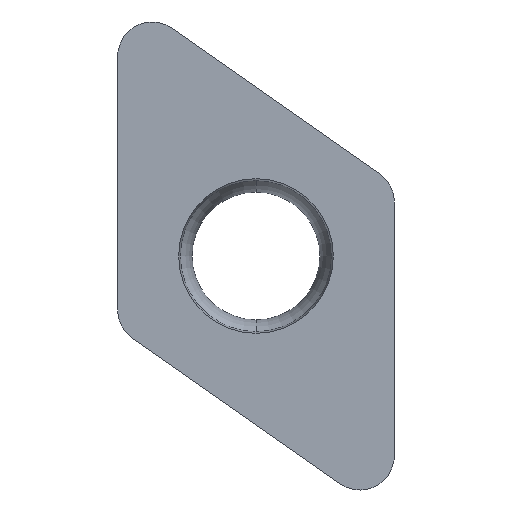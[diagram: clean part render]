
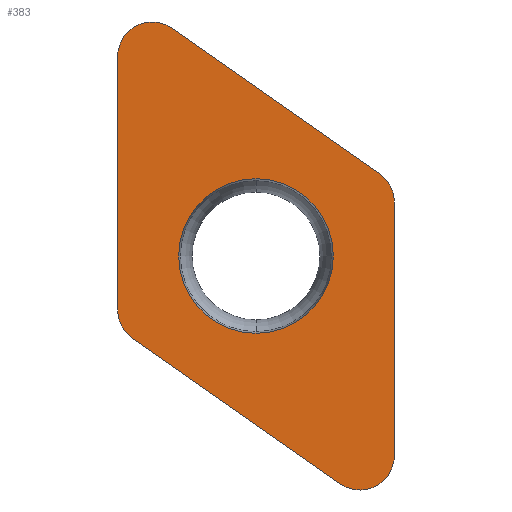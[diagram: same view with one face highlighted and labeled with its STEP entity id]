
A CAD part, left-side view. The second image highlights one B-rep face of the part: STEP entity #383.
In plain terms, the highlighted planar face has unit normal (-1, 0, 0).
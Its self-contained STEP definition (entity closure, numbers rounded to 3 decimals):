
#9=CARTESIAN_POINT('',(0.,1.874,1.312));
#10=CARTESIAN_POINT('',(0.,1.718,1.203));
#11=CARTESIAN_POINT('',(0.,1.473,1.113));
#12=CARTESIAN_POINT('',(0.,1.051,1.066));
#13=CARTESIAN_POINT('',(0.,0.619,1.189));
#14=CARTESIAN_POINT('',(0.,0.27,1.472));
#15=CARTESIAN_POINT('',(0.,0.067,1.845));
#16=CARTESIAN_POINT('',(0.,0.,2.097));
#17=CARTESIAN_POINT('',(0.,0.,2.288));
#23=DIRECTION('',(0.,0.819,0.574));
#24=VECTOR('',#23,8.714);
#25=CARTESIAN_POINT('',(0.,1.874,1.312));
#26=LINE('',#25,#24);
#30=CARTESIAN_POINT('',(0.,9.52,7.286));
#31=CARTESIAN_POINT('',(0.,9.52,7.079));
#32=CARTESIAN_POINT('',(0.,9.42,6.718));
#33=CARTESIAN_POINT('',(0.,9.181,6.429));
#34=CARTESIAN_POINT('',(0.,9.012,6.31));
#39=DIRECTION('',(0.,0.,1.));
#40=VECTOR('',#39,8.714);
#41=CARTESIAN_POINT('',(0.,9.52,7.286));
#42=LINE('',#41,#40);
#46=CARTESIAN_POINT('',(0.,7.646,16.975));
#47=CARTESIAN_POINT('',(0.,7.802,17.085));
#48=CARTESIAN_POINT('',(0.,8.047,17.175));
#49=CARTESIAN_POINT('',(0.,8.469,17.222));
#50=CARTESIAN_POINT('',(0.,8.901,17.099));
#51=CARTESIAN_POINT('',(0.,9.25,16.816));
#52=CARTESIAN_POINT('',(0.,9.453,16.443));
#53=CARTESIAN_POINT('',(0.,9.52,16.19));
#54=CARTESIAN_POINT('',(0.,9.52,16.));
#59=DIRECTION('',(0.,-0.819,-0.574));
#60=VECTOR('',#59,8.714);
#61=CARTESIAN_POINT('',(0.,7.646,16.975));
#62=LINE('',#61,#60);
#66=CARTESIAN_POINT('',(0.,0.,11.002));
#67=CARTESIAN_POINT('',(0.,0.,11.208));
#68=CARTESIAN_POINT('',(0.,0.1,11.57));
#69=CARTESIAN_POINT('',(0.,0.339,11.859));
#70=CARTESIAN_POINT('',(0.,0.508,11.977));
#75=DIRECTION('',(0.,0.,-1.));
#76=VECTOR('',#75,8.714);
#77=CARTESIAN_POINT('',(0.,0.,11.002));
#78=LINE('',#77,#76);
#82=CARTESIAN_POINT('',(0.,4.76,9.144));
#83=DIRECTION('',(1.,0.,0.));
#84=DIRECTION('',(0.,0.,-1.));
#85=AXIS2_PLACEMENT_3D('',#82,#83,#84);
#90=CARTESIAN_POINT('',(0.,4.76,9.144));
#91=DIRECTION('',(1.,0.,0.));
#92=DIRECTION('',(0.,0.,1.));
#93=AXIS2_PLACEMENT_3D('',#90,#91,#92);
#326=CARTESIAN_POINT('',(0.,4.76,6.484));
#327=CARTESIAN_POINT('',(0.,4.76,11.804));
#328=VERTEX_POINT('',#326);
#329=VERTEX_POINT('',#327);
#334=VERTEX_POINT('',#9);
#335=VERTEX_POINT('',#17);
#339=VERTEX_POINT('',#66);
#340=VERTEX_POINT('',#70);
#344=VERTEX_POINT('',#46);
#345=VERTEX_POINT('',#54);
#349=VERTEX_POINT('',#30);
#350=VERTEX_POINT('',#34);
#354=CARTESIAN_POINT('',(0.,0.,0.));
#355=DIRECTION('',(-1.,0.,0.));
#356=DIRECTION('',(0.,0.,1.));
#357=AXIS2_PLACEMENT_3D('',#354,#355,#356);
#358=PLANE('',#357);
#360=ORIENTED_EDGE('',*,*,#359,.F.);
#362=ORIENTED_EDGE('',*,*,#361,.T.);
#364=ORIENTED_EDGE('',*,*,#363,.F.);
#366=ORIENTED_EDGE('',*,*,#365,.T.);
#368=ORIENTED_EDGE('',*,*,#367,.F.);
#370=ORIENTED_EDGE('',*,*,#369,.T.);
#372=ORIENTED_EDGE('',*,*,#371,.F.);
#374=ORIENTED_EDGE('',*,*,#373,.T.);
#375=EDGE_LOOP('',(#360,#362,#364,#366,#368,#370,#372,#374));
#376=FACE_OUTER_BOUND('',#375,.F.);
#378=ORIENTED_EDGE('',*,*,#377,.F.);
#380=ORIENTED_EDGE('',*,*,#379,.F.);
#381=EDGE_LOOP('',(#378,#380));
#382=FACE_BOUND('',#381,.F.);
#18=B_SPLINE_CURVE_WITH_KNOTS('',3,(#9,#10,#11,#12,#13,#14,#15,#16,#17),
.UNSPECIFIED.,.F.,.F.,(4,1,1,1,1,1,4),(0.,0.125,0.25,0.5,0.75,0.875,
1.),.UNSPECIFIED.);
#35=B_SPLINE_CURVE_WITH_KNOTS('',3,(#30,#31,#32,#33,#34),.UNSPECIFIED.,.F.,.F.,(
4,1,4),(0.,0.5,1.),.UNSPECIFIED.);
#55=B_SPLINE_CURVE_WITH_KNOTS('',3,(#46,#47,#48,#49,#50,#51,#52,#53,#54),
.UNSPECIFIED.,.F.,.F.,(4,1,1,1,1,1,4),(0.,0.125,0.25,0.5,0.75,0.875,
1.),.UNSPECIFIED.);
#71=B_SPLINE_CURVE_WITH_KNOTS('',3,(#66,#67,#68,#69,#70),.UNSPECIFIED.,.F.,.F.,(
4,1,4),(0.,0.5,1.),.UNSPECIFIED.);
#86=CIRCLE('',#85,2.66);
#94=CIRCLE('',#93,2.66);
#359=EDGE_CURVE('',#334,#335,#18,.T.);
#361=EDGE_CURVE('',#334,#350,#26,.T.);
#363=EDGE_CURVE('',#349,#350,#35,.T.);
#365=EDGE_CURVE('',#349,#345,#42,.T.);
#367=EDGE_CURVE('',#344,#345,#55,.T.);
#369=EDGE_CURVE('',#344,#340,#62,.T.);
#371=EDGE_CURVE('',#339,#340,#71,.T.);
#373=EDGE_CURVE('',#339,#335,#78,.T.);
#377=EDGE_CURVE('',#328,#329,#86,.T.);
#379=EDGE_CURVE('',#329,#328,#94,.T.);
#383=ADVANCED_FACE('',(#376,#382),#358,.T.);
